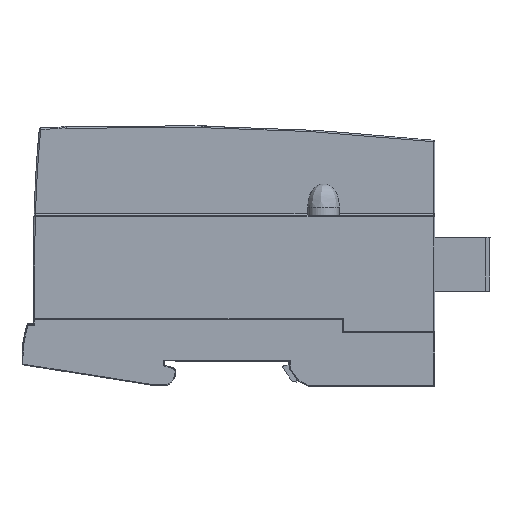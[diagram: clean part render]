
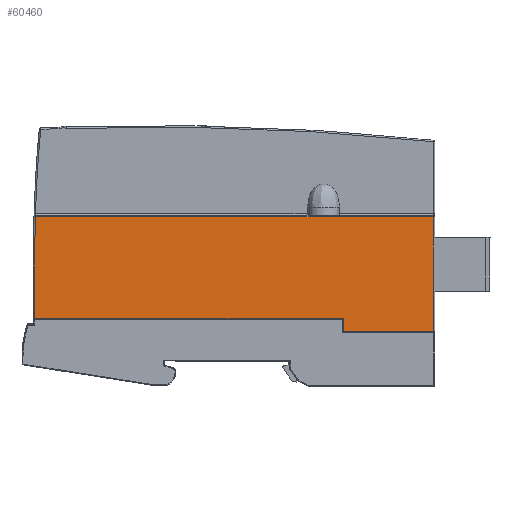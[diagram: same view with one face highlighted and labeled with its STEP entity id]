
A CAD part, left-side view. The second image highlights one B-rep face of the part: STEP entity #60460.
In plain terms, the highlighted planar face has unit normal (-1, 0, 0).
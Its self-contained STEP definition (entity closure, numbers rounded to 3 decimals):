
#1315 = DIRECTION ( 'NONE',  ( 0., 0., -1. ) ) ;
#1799 = ORIENTED_EDGE ( 'NONE', *, *, #17923, .T. ) ;
#2097 = CARTESIAN_POINT ( 'NONE',  ( -40., 36.9, 30. ) ) ;
#4138 = VERTEX_POINT ( 'NONE', #2097 ) ;
#6201 = LINE ( 'NONE', #42556, #93282 ) ;
#7347 = VERTEX_POINT ( 'NONE', #30302 ) ;
#8697 = DIRECTION ( 'NONE',  ( 0., 0., -1. ) ) ;
#9384 = DIRECTION ( 'NONE',  ( 0., 0., 1. ) ) ;
#10775 = EDGE_CURVE ( 'NONE', #22522, #49024, #6201, .T. ) ;
#12490 = CARTESIAN_POINT ( 'NONE',  ( -40., -76.2, 41.1 ) ) ;
#17033 = DIRECTION ( 'NONE',  ( 0., 1., 0. ) ) ;
#17474 = DIRECTION ( 'NONE',  ( 0., 1., 0. ) ) ;
#17923 = EDGE_CURVE ( 'NONE', #4138, #28499, #102584, .T. ) ;
#19154 = ORIENTED_EDGE ( 'NONE', *, *, #104849, .F. ) ;
#21413 = EDGE_LOOP ( 'NONE', ( #29061, #69521, #58933, #41776, #1799, #69016, #19154 ) ) ;
#22522 = VERTEX_POINT ( 'NONE', #90953 ) ;
#23929 = VECTOR ( 'NONE', #9384, 1000. ) ;
#25165 = AXIS2_PLACEMENT_3D ( 'NONE', #102352, #51853, #1315 ) ;
#25640 = CARTESIAN_POINT ( 'NONE',  ( -40., -50.6, 8.5 ) ) ;
#26551 = LINE ( 'NONE', #76133, #23929 ) ;
#28499 = VERTEX_POINT ( 'NONE', #86998 ) ;
#29061 = ORIENTED_EDGE ( 'NONE', *, *, #10775, .F. ) ;
#30302 = CARTESIAN_POINT ( 'NONE',  ( -40., -50.6, 12.2 ) ) ;
#33426 = VERTEX_POINT ( 'NONE', #12490 ) ;
#38305 = FACE_OUTER_BOUND ( 'NONE', #21413, .T. ) ;
#41350 = VECTOR ( 'NONE', #91303, 1000. ) ;
#41733 = LINE ( 'NONE', #76013, #58881 ) ;
#41776 = ORIENTED_EDGE ( 'NONE', *, *, #63492, .T. ) ;
#41859 = CARTESIAN_POINT ( 'NONE',  ( -40., 37.131, 41.1 ) ) ;
#42556 = CARTESIAN_POINT ( 'NONE',  ( -40., -52.6, 8.5 ) ) ;
#42826 = EDGE_CURVE ( 'NONE', #7347, #28499, #41733, .T. ) ;
#48919 = CARTESIAN_POINT ( 'NONE',  ( -40., -50.6, 12. ) ) ;
#48984 = DIRECTION ( 'NONE',  ( -1., 0., 0. ) ) ;
#49024 = VERTEX_POINT ( 'NONE', #25640 ) ;
#50795 = CARTESIAN_POINT ( 'NONE',  ( -40., 36.9, 11.9 ) ) ;
#51853 = DIRECTION ( 'NONE',  ( 1., 0., 0. ) ) ;
#53932 = LINE ( 'NONE', #41859, #98750 ) ;
#57741 = VECTOR ( 'NONE', #8697, 1000. ) ;
#58881 = VECTOR ( 'NONE', #17033, 1000. ) ;
#58933 = ORIENTED_EDGE ( 'NONE', *, *, #93497, .T. ) ;
#60460 = ADVANCED_FACE ( 'NONE', ( #38305 ), #68388, .F. ) ;
#63492 = EDGE_CURVE ( 'NONE', #98494, #4138, #78450, .T. ) ;
#68388 = PLANE ( 'NONE',  #25165 ) ;
#69016 = ORIENTED_EDGE ( 'NONE', *, *, #42826, .F. ) ;
#69521 = ORIENTED_EDGE ( 'NONE', *, *, #106641, .T. ) ;
#75867 = AXIS2_PLACEMENT_3D ( 'NONE', #99496, #48984, #108006 ) ;
#76013 = CARTESIAN_POINT ( 'NONE',  ( -40., -48.6, 12.2 ) ) ;
#76133 = CARTESIAN_POINT ( 'NONE',  ( -40., -76.2, 41.1 ) ) ;
#78450 = CIRCLE ( 'NONE', #75867, 391.1 ) ;
#86240 = LINE ( 'NONE', #48919, #41350 ) ;
#86998 = CARTESIAN_POINT ( 'NONE',  ( -40., 36.9, 12.2 ) ) ;
#90953 = CARTESIAN_POINT ( 'NONE',  ( -40., -76.2, 8.5 ) ) ;
#91303 = DIRECTION ( 'NONE',  ( 0., 0., 1. ) ) ;
#93282 = VECTOR ( 'NONE', #17474, 1000. ) ;
#93497 = EDGE_CURVE ( 'NONE', #33426, #98494, #53932, .T. ) ;
#98494 = VERTEX_POINT ( 'NONE', #105468 ) ;
#98750 = VECTOR ( 'NONE', #100851, 1000. ) ;
#99496 = CARTESIAN_POINT ( 'NONE',  ( -40., -354.2, 30. ) ) ;
#100851 = DIRECTION ( 'NONE',  ( 0., 1., 0. ) ) ;
#102352 = CARTESIAN_POINT ( 'NONE',  ( -40., -354.2, 30. ) ) ;
#102584 = LINE ( 'NONE', #50795, #57741 ) ;
#104849 = EDGE_CURVE ( 'NONE', #49024, #7347, #86240, .T. ) ;
#105468 = CARTESIAN_POINT ( 'NONE',  ( -40., 36.742, 41.1 ) ) ;
#106641 = EDGE_CURVE ( 'NONE', #22522, #33426, #26551, .T. ) ;
#108006 = DIRECTION ( 'NONE',  ( 0., 0., -1. ) ) ;
